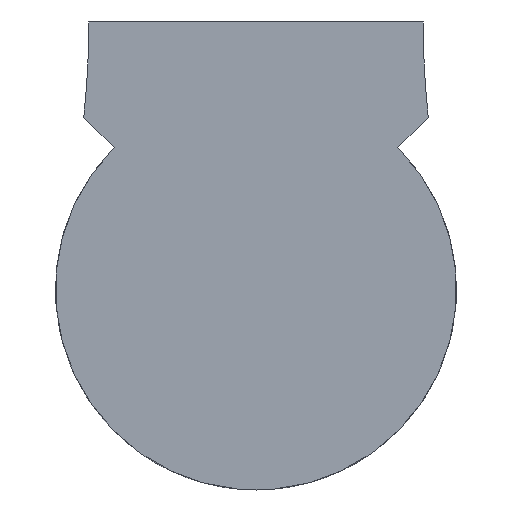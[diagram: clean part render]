
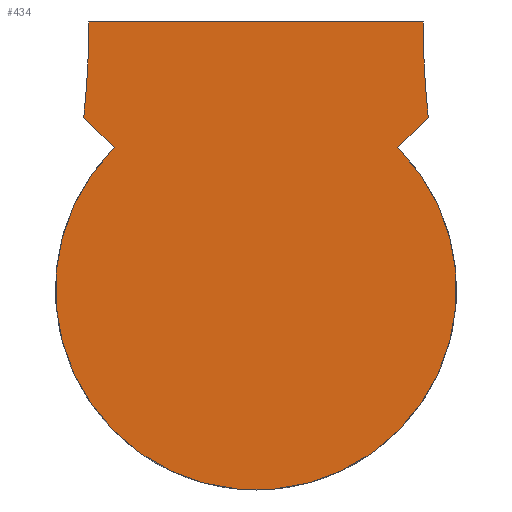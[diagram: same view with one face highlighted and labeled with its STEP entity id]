
A CAD part, left-side view. The second image highlights one B-rep face of the part: STEP entity #434.
In plain terms, the highlighted planar face has unit normal (-1, 0, 0).
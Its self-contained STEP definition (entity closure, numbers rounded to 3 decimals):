
#27=PLANE('',#498);
#51=FACE_OUTER_BOUND('',#75,.T.);
#75=EDGE_LOOP('',(#394,#395,#396,#397,#398,#399));
#82=LINE('',#656,#118);
#86=LINE('',#668,#122);
#91=LINE('',#681,#127);
#118=VECTOR('',#515,10.);
#122=VECTOR('',#527,10.);
#127=VECTOR('',#540,10.);
#151=CIRCLE('',#455,53.);
#153=CIRCLE('',#459,53.);
#167=CIRCLE('',#484,12.);
#178=VERTEX_POINT('',#648);
#181=VERTEX_POINT('',#654);
#183=VERTEX_POINT('',#660);
#185=VERTEX_POINT('',#666);
#187=VERTEX_POINT('',#672);
#189=VERTEX_POINT('',#679);
#222=EDGE_CURVE('',#178,#181,#82,.T.);
#225=EDGE_CURVE('',#181,#183,#151,.T.);
#228=EDGE_CURVE('',#183,#185,#86,.T.);
#231=EDGE_CURVE('',#185,#187,#153,.T.);
#235=EDGE_CURVE('',#187,#189,#91,.T.);
#261=EDGE_CURVE('',#189,#178,#167,.T.);
#394=ORIENTED_EDGE('',*,*,#261,.T.);
#395=ORIENTED_EDGE('',*,*,#222,.T.);
#396=ORIENTED_EDGE('',*,*,#225,.T.);
#397=ORIENTED_EDGE('',*,*,#228,.T.);
#398=ORIENTED_EDGE('',*,*,#231,.T.);
#399=ORIENTED_EDGE('',*,*,#235,.T.);
#434=ADVANCED_FACE('',(#51),#27,.F.);
#455=AXIS2_PLACEMENT_3D('',#662,#521,#522);
#459=AXIS2_PLACEMENT_3D('',#674,#533,#534);
#484=AXIS2_PLACEMENT_3D('',#733,#599,#600);
#498=AXIS2_PLACEMENT_3D('',#763,#635,#636);
#515=DIRECTION('',(0.,-0.707,0.707));
#521=DIRECTION('center_axis',(1.,0.,0.));
#522=DIRECTION('ref_axis',(0.,0.969,-0.246));
#527=DIRECTION('',(0.,1.,0.));
#533=DIRECTION('center_axis',(1.,0.,0.));
#534=DIRECTION('ref_axis',(0.,-1.,0.));
#540=DIRECTION('',(0.,-0.707,-0.707));
#599=DIRECTION('center_axis',(-1.,0.,0.));
#600=DIRECTION('ref_axis',(0.,1.,0.));
#635=DIRECTION('center_axis',(1.,0.,0.));
#636=DIRECTION('ref_axis',(0.,1.,0.));
#648=CARTESIAN_POINT('',(-20.,-8.485,8.485));
#654=CARTESIAN_POINT('',(-20.,-10.307,10.307));
#656=CARTESIAN_POINT('',(-20.,0.,0.));
#660=CARTESIAN_POINT('',(-20.,-10.,16.));
#662=CARTESIAN_POINT('Origin',(-20.,-63.,16.));
#666=CARTESIAN_POINT('',(-20.,10.,16.));
#668=CARTESIAN_POINT('',(-20.,-10.,16.));
#672=CARTESIAN_POINT('',(-20.,10.307,10.307));
#674=CARTESIAN_POINT('Origin',(-20.,63.,16.));
#679=CARTESIAN_POINT('',(-20.,8.485,8.485));
#681=CARTESIAN_POINT('',(-20.,0.,0.));
#733=CARTESIAN_POINT('Origin',(-20.,0.,0.));
#763=CARTESIAN_POINT('Origin',(-20.,0.,0.));
